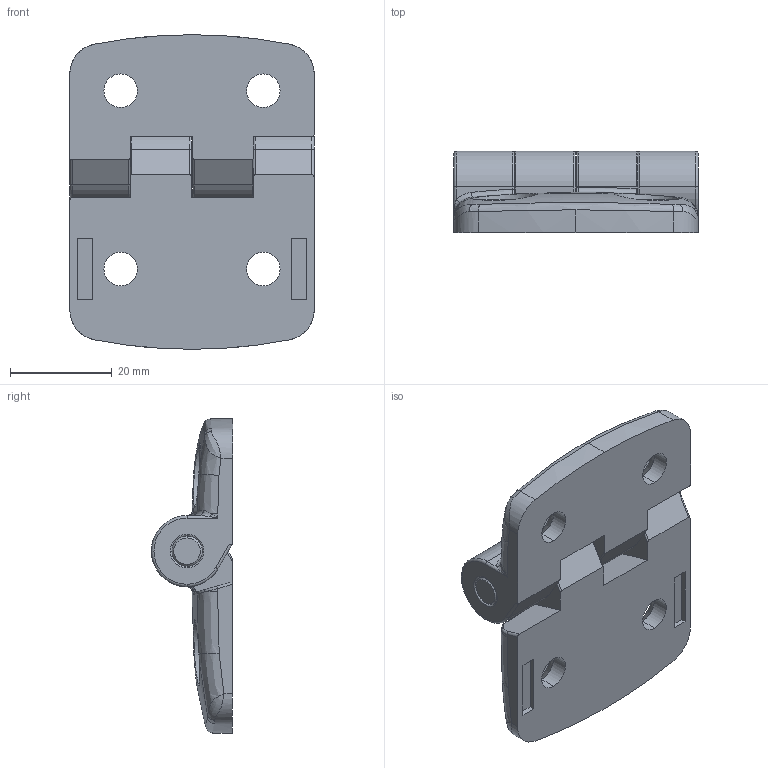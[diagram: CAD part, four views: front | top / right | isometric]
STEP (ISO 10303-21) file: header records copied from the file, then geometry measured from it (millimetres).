
FILE_DESCRIPTION (( 'STEP AP214' ), '1' );
FILE_NAME ('095k2535f00.STEP', '2013-03-06T08:25:04', ( '' ), ( '' ), 'SwSTEP 2.0', 'SolidWorks 2012', '' );
FILE_SCHEMA (( 'AUTOMOTIVE_DESIGN' ));
Length unit declared in the file: millimetre
Products named in the file (4): 095k35f00_095k35f00; 095k-02_Standard; 095k25f00_095 k 25 f00; 095k2535f00
Assembly tree (3 placements, depth 2):
  095k2535f00
    095k25f00_095 k 25 f00
    095k-02_Standard
    095k35f00_095k35f00
Bounding box: 48 x 15.95 x 61.75 mm (x, y, z)
Volume: 21354.3 mm3; surface area: 10880 mm2
Topology: 3 solids, 3 shells, 183 faces, 464 edges, 280 vertices
Faces by surface type: cylinder 62, bspline 46, plane 39, torus 23, cone 13
Entity records: 7786 total; most frequent: CARTESIAN_POINT 3656, ORIENTED_EDGE 916, DIRECTION 728, EDGE_CURVE 458, AXIS2_PLACEMENT_3D 291, VERTEX_POINT 280, EDGE_LOOP 198, ADVANCED_FACE 183
